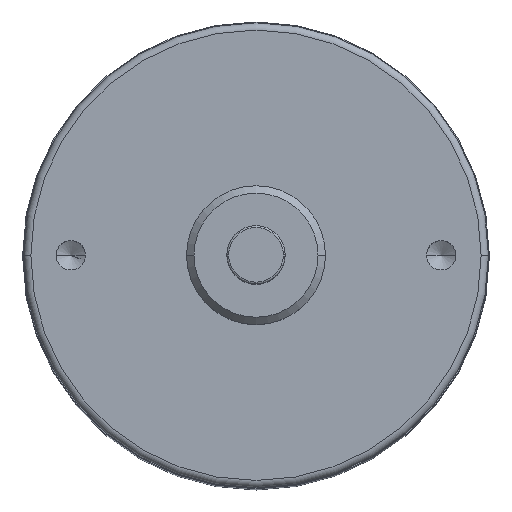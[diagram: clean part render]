
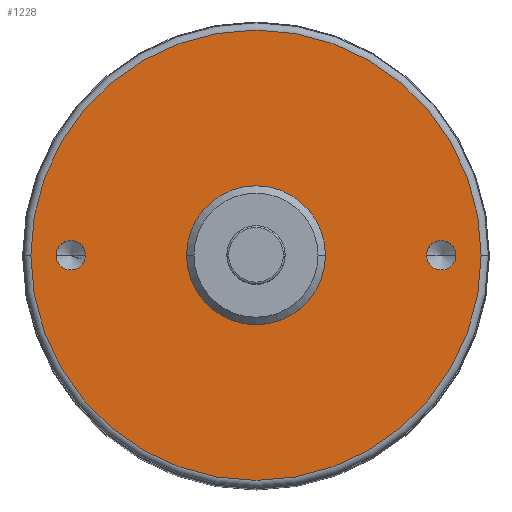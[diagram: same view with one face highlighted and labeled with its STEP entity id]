
A CAD part, top view. The second image highlights one B-rep face of the part: STEP entity #1228.
In plain terms, the highlighted planar face has unit normal (0, 0, 1).
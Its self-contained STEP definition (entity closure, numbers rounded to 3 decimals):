
#24 = DIRECTION ( 'NONE',  ( 1., 0., 0. ) ) ;
#28 = CARTESIAN_POINT ( 'NONE',  ( 12.179, 109.296, 19.05 ) ) ;
#33 = AXIS2_PLACEMENT_3D ( 'NONE', #633, #1159, #629 ) ;
#39 = CIRCLE ( 'NONE', #85, 2.019 ) ;
#45 = DIRECTION ( 'NONE',  ( 0., 0., 1. ) ) ;
#50 = VERTEX_POINT ( 'NONE', #1269 ) ;
#85 = AXIS2_PLACEMENT_3D ( 'NONE', #477, #682, #568 ) ;
#105 = CIRCLE ( 'NONE', #365, 30.877 ) ;
#116 = ORIENTED_EDGE ( 'NONE', *, *, #1155, .T. ) ;
#134 = CARTESIAN_POINT ( 'NONE',  ( 10.16, 109.296, 19.05 ) ) ;
#135 = FACE_BOUND ( 'NONE', #954, .T. ) ;
#261 = DIRECTION ( 'NONE',  ( 0., 0., 1. ) ) ;
#273 = EDGE_CURVE ( 'NONE', #745, #50, #400, .T. ) ;
#316 = ORIENTED_EDGE ( 'NONE', *, *, #341, .F. ) ;
#341 = EDGE_CURVE ( 'NONE', #50, #745, #690, .T. ) ;
#352 = CARTESIAN_POINT ( 'NONE',  ( 35.56, 109.296, 19.05 ) ) ;
#355 = CARTESIAN_POINT ( 'NONE',  ( 62.979, 109.296, 19.05 ) ) ;
#365 = AXIS2_PLACEMENT_3D ( 'NONE', #1344, #261, #24 ) ;
#400 = CIRCLE ( 'NONE', #412, 2.019 ) ;
#412 = AXIS2_PLACEMENT_3D ( 'NONE', #134, #1102, #664 ) ;
#423 = EDGE_LOOP ( 'NONE', ( #677, #1182 ) ) ;
#433 = FACE_BOUND ( 'NONE', #694, .T. ) ;
#477 = CARTESIAN_POINT ( 'NONE',  ( 60.96, 109.296, 19.05 ) ) ;
#484 = ORIENTED_EDGE ( 'NONE', *, *, #273, .F. ) ;
#511 = EDGE_CURVE ( 'NONE', #1187, #565, #591, .T. ) ;
#560 = DIRECTION ( 'NONE',  ( 1., 0., 0. ) ) ;
#561 = VERTEX_POINT ( 'NONE', #1061 ) ;
#565 = VERTEX_POINT ( 'NONE', #962 ) ;
#568 = DIRECTION ( 'NONE',  ( 1., 0., 0. ) ) ;
#591 = CIRCLE ( 'NONE', #33, 2.019 ) ;
#592 = DIRECTION ( 'NONE',  ( 1., 0., 0. ) ) ;
#598 = DIRECTION ( 'NONE',  ( 0., 0., 1. ) ) ;
#602 = CARTESIAN_POINT ( 'NONE',  ( 35.56, 109.296, 19.05 ) ) ;
#617 = CARTESIAN_POINT ( 'NONE',  ( 4.683, 109.296, 19.05 ) ) ;
#629 = DIRECTION ( 'NONE',  ( 1., 0., 0. ) ) ;
#633 = CARTESIAN_POINT ( 'NONE',  ( 60.96, 109.296, 19.05 ) ) ;
#664 = DIRECTION ( 'NONE',  ( 1., 0., 0. ) ) ;
#674 = DIRECTION ( 'NONE',  ( 1., 0., 0. ) ) ;
#675 = CARTESIAN_POINT ( 'NONE',  ( 35.56, 109.296, 19.05 ) ) ;
#677 = ORIENTED_EDGE ( 'NONE', *, *, #747, .F. ) ;
#682 = DIRECTION ( 'NONE',  ( 0., 0., 1. ) ) ;
#690 = CIRCLE ( 'NONE', #1392, 2.019 ) ;
#694 = EDGE_LOOP ( 'NONE', ( #484, #316 ) ) ;
#697 = CARTESIAN_POINT ( 'NONE',  ( 35.56, 109.296, 19.05 ) ) ;
#714 = ORIENTED_EDGE ( 'NONE', *, *, #738, .F. ) ;
#729 = EDGE_CURVE ( 'NONE', #1275, #1332, #839, .T. ) ;
#738 = EDGE_CURVE ( 'NONE', #565, #1187, #39, .T. ) ;
#745 = VERTEX_POINT ( 'NONE', #28 ) ;
#747 = EDGE_CURVE ( 'NONE', #561, #766, #870, .T. ) ;
#766 = VERTEX_POINT ( 'NONE', #779 ) ;
#775 = AXIS2_PLACEMENT_3D ( 'NONE', #675, #1104, #560 ) ;
#779 = CARTESIAN_POINT ( 'NONE',  ( 45.085, 109.296, 19.05 ) ) ;
#799 = AXIS2_PLACEMENT_3D ( 'NONE', #602, #598, #592 ) ;
#839 = CIRCLE ( 'NONE', #1311, 30.877 ) ;
#841 = AXIS2_PLACEMENT_3D ( 'NONE', #697, #920, #1236 ) ;
#869 = FACE_BOUND ( 'NONE', #423, .T. ) ;
#870 = CIRCLE ( 'NONE', #775, 9.525 ) ;
#911 = EDGE_CURVE ( 'NONE', #766, #561, #1284, .T. ) ;
#920 = DIRECTION ( 'NONE',  ( 0., 0., 1. ) ) ;
#954 = EDGE_LOOP ( 'NONE', ( #1390, #714 ) ) ;
#962 = CARTESIAN_POINT ( 'NONE',  ( 58.941, 109.296, 19.05 ) ) ;
#1021 = PLANE ( 'NONE',  #841 ) ;
#1034 = CARTESIAN_POINT ( 'NONE',  ( 66.437, 109.296, 19.05 ) ) ;
#1061 = CARTESIAN_POINT ( 'NONE',  ( 26.035, 109.296, 19.05 ) ) ;
#1094 = CARTESIAN_POINT ( 'NONE',  ( 10.16, 109.296, 19.05 ) ) ;
#1102 = DIRECTION ( 'NONE',  ( 0., 0., 1. ) ) ;
#1104 = DIRECTION ( 'NONE',  ( 0., 0., 1. ) ) ;
#1107 = FACE_OUTER_BOUND ( 'NONE', #1358, .T. ) ;
#1117 = ORIENTED_EDGE ( 'NONE', *, *, #729, .T. ) ;
#1155 = EDGE_CURVE ( 'NONE', #1332, #1275, #105, .T. ) ;
#1159 = DIRECTION ( 'NONE',  ( 0., 0., 1. ) ) ;
#1182 = ORIENTED_EDGE ( 'NONE', *, *, #911, .F. ) ;
#1187 = VERTEX_POINT ( 'NONE', #355 ) ;
#1213 = DIRECTION ( 'NONE',  ( 1., 0., 0. ) ) ;
#1228 = ADVANCED_FACE ( 'NONE', ( #1107, #433, #135, #869 ), #1021, .T. ) ;
#1236 = DIRECTION ( 'NONE',  ( 1., 0., 0. ) ) ;
#1269 = CARTESIAN_POINT ( 'NONE',  ( 8.141, 109.296, 19.05 ) ) ;
#1275 = VERTEX_POINT ( 'NONE', #1034 ) ;
#1284 = CIRCLE ( 'NONE', #799, 9.525 ) ;
#1311 = AXIS2_PLACEMENT_3D ( 'NONE', #352, #45, #1213 ) ;
#1329 = DIRECTION ( 'NONE',  ( 0., 0., 1. ) ) ;
#1332 = VERTEX_POINT ( 'NONE', #617 ) ;
#1344 = CARTESIAN_POINT ( 'NONE',  ( 35.56, 109.296, 19.05 ) ) ;
#1358 = EDGE_LOOP ( 'NONE', ( #1117, #116 ) ) ;
#1390 = ORIENTED_EDGE ( 'NONE', *, *, #511, .F. ) ;
#1392 = AXIS2_PLACEMENT_3D ( 'NONE', #1094, #1329, #674 ) ;
